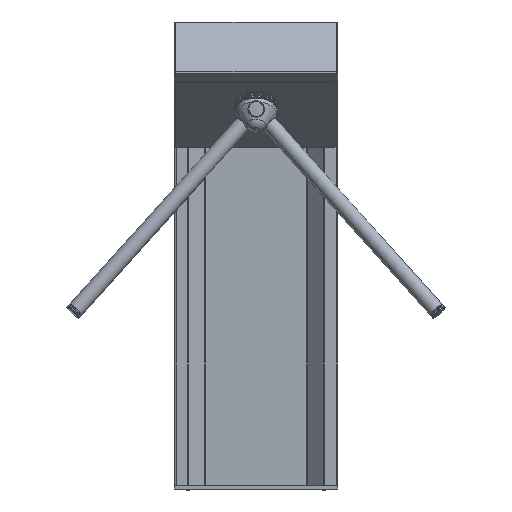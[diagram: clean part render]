
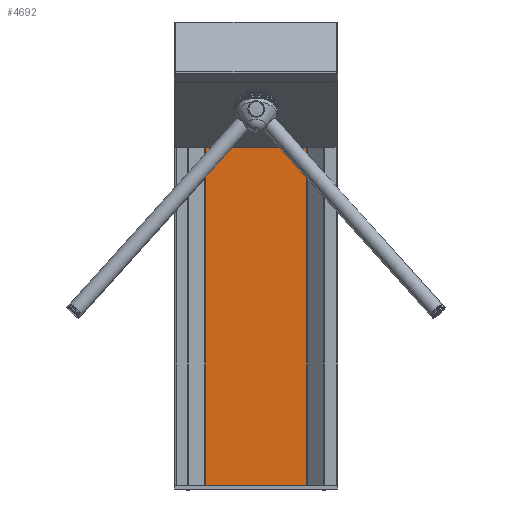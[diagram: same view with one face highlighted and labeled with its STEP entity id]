
A CAD part, front view. The second image highlights one B-rep face of the part: STEP entity #4692.
In plain terms, the highlighted planar face has unit normal (0, -1, 0).
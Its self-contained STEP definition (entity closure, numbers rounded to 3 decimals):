
#384=PLANE($,#5188);
#654=FACE_OUTER_BOUND($,#968,.T.);
#968=EDGE_LOOP($,(#3956,#3957,#3958,#3959));
#1376=LINE($,#8194,#1686);
#1400=LINE($,#8284,#1710);
#1401=LINE($,#8287,#1711);
#1402=LINE($,#8288,#1712);
#1686=VECTOR($,#6294,217.343);
#1710=VECTOR($,#6388,723.);
#1711=VECTOR($,#6391,217.343);
#1712=VECTOR($,#6392,723.);
#2307=VERTEX_POINT($,#8191);
#2308=VERTEX_POINT($,#8193);
#2339=VERTEX_POINT($,#8282);
#2340=VERTEX_POINT($,#8286);
#2885=EDGE_CURVE($,#2307,#2308,#1376,.T.);
#2927=EDGE_CURVE($,#2339,#2308,#1400,.T.);
#2928=EDGE_CURVE($,#2339,#2340,#1401,.T.);
#2929=EDGE_CURVE($,#2340,#2307,#1402,.T.);
#3956=ORIENTED_EDGE($,*,*,#2928,.F.);
#3957=ORIENTED_EDGE($,*,*,#2927,.T.);
#3958=ORIENTED_EDGE($,*,*,#2885,.F.);
#3959=ORIENTED_EDGE($,*,*,#2929,.F.);
#4692=ADVANCED_FACE($,(#654),#384,.T.);
#5188=AXIS2_PLACEMENT_3D($,#8285,#6389,#6390);
#6294=DIRECTION($,(1.,0.,0.));
#6388=DIRECTION($,(0.,0.,1.));
#6389=DIRECTION('center_axis',(0.,-1.,0.));
#6390=DIRECTION('ref_axis',(1.,0.,0.));
#6391=DIRECTION($,(-1.,0.,0.));
#6392=DIRECTION($,(0.,0.,1.));
#8191=CARTESIAN_POINT('',(-108.672,-21.999,731.));
#8193=CARTESIAN_POINT('',(108.672,-21.999,731.));
#8194=CARTESIAN_POINT($,(-108.672,-21.999,731.));
#8282=CARTESIAN_POINT('',(108.672,-21.999,8.));
#8284=CARTESIAN_POINT($,(108.672,-21.999,8.));
#8285=CARTESIAN_POINT('Origin',(-108.672,-21.999,8.));
#8286=CARTESIAN_POINT('',(-108.672,-21.999,8.));
#8287=CARTESIAN_POINT($,(-54.336,-21.999,8.));
#8288=CARTESIAN_POINT($,(-108.672,-21.999,8.));
